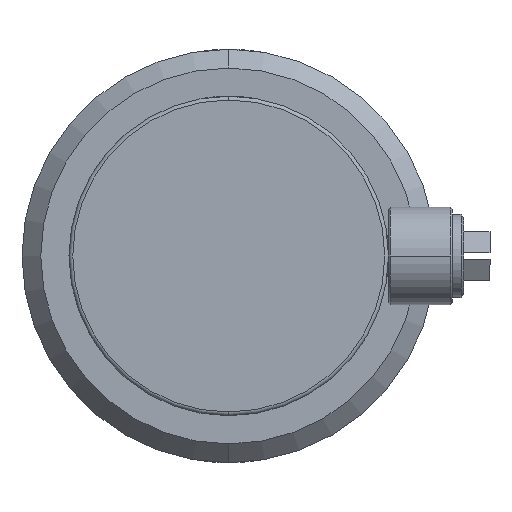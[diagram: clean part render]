
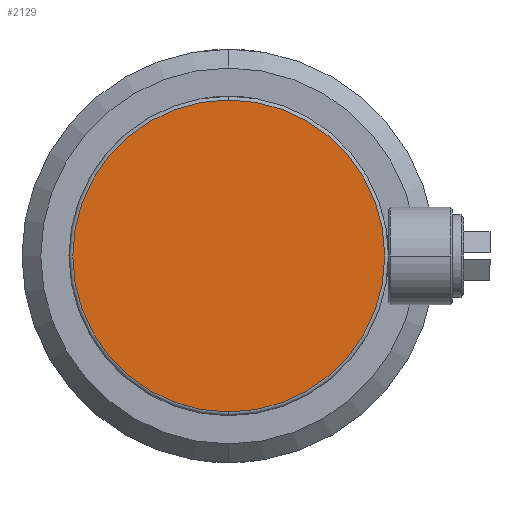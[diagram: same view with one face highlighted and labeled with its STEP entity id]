
A CAD part, left-side view. The second image highlights one B-rep face of the part: STEP entity #2129.
In plain terms, the highlighted planar face has unit normal (-1, 0, 0).
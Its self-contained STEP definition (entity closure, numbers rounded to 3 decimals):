
#216 = PLANE ( 'NONE',  #6139 ) ;
#596 = ORIENTED_EDGE ( 'NONE', *, *, #2695, .T. ) ;
#1506 = DIRECTION ( 'NONE',  ( -1., 0., 0. ) ) ;
#2061 = VERTEX_POINT ( 'NONE', #3770 ) ;
#2129 = ADVANCED_FACE ( 'NONE', ( #7099 ), #216, .T. ) ;
#2170 = EDGE_LOOP ( 'NONE', ( #4466, #596 ) ) ;
#2247 = CARTESIAN_POINT ( 'NONE',  ( -10., 0., 41.5 ) ) ;
#2695 = EDGE_CURVE ( 'NONE', #2061, #7500, #6419, .T. ) ;
#2943 = AXIS2_PLACEMENT_3D ( 'NONE', #4250, #1506, #3821 ) ;
#2947 = DIRECTION ( 'NONE',  ( -1., 0., 0. ) ) ;
#3770 = CARTESIAN_POINT ( 'NONE',  ( -10., 0., -41.5 ) ) ;
#3821 = DIRECTION ( 'NONE',  ( 0., 0., 1. ) ) ;
#3832 = CARTESIAN_POINT ( 'NONE',  ( -10., 0., 41.5 ) ) ;
#4250 = CARTESIAN_POINT ( 'NONE',  ( -10., 0., 0. ) ) ;
#4466 = ORIENTED_EDGE ( 'NONE', *, *, #5816, .T. ) ;
#4739 = AXIS2_PLACEMENT_3D ( 'NONE', #6927, #2947, #5280 ) ;
#4775 = CIRCLE ( 'NONE', #2943, 41.5 ) ;
#5280 = DIRECTION ( 'NONE',  ( 0., 0., 1. ) ) ;
#5816 = EDGE_CURVE ( 'NONE', #7500, #2061, #4775, .T. ) ;
#6137 = DIRECTION ( 'NONE',  ( 0., 0., 1. ) ) ;
#6139 = AXIS2_PLACEMENT_3D ( 'NONE', #3832, #7285, #6137 ) ;
#6419 = CIRCLE ( 'NONE', #4739, 41.5 ) ;
#6927 = CARTESIAN_POINT ( 'NONE',  ( -10., 0., 0. ) ) ;
#7099 = FACE_OUTER_BOUND ( 'NONE', #2170, .T. ) ;
#7285 = DIRECTION ( 'NONE',  ( -1., 0., 0. ) ) ;
#7500 = VERTEX_POINT ( 'NONE', #2247 ) ;
